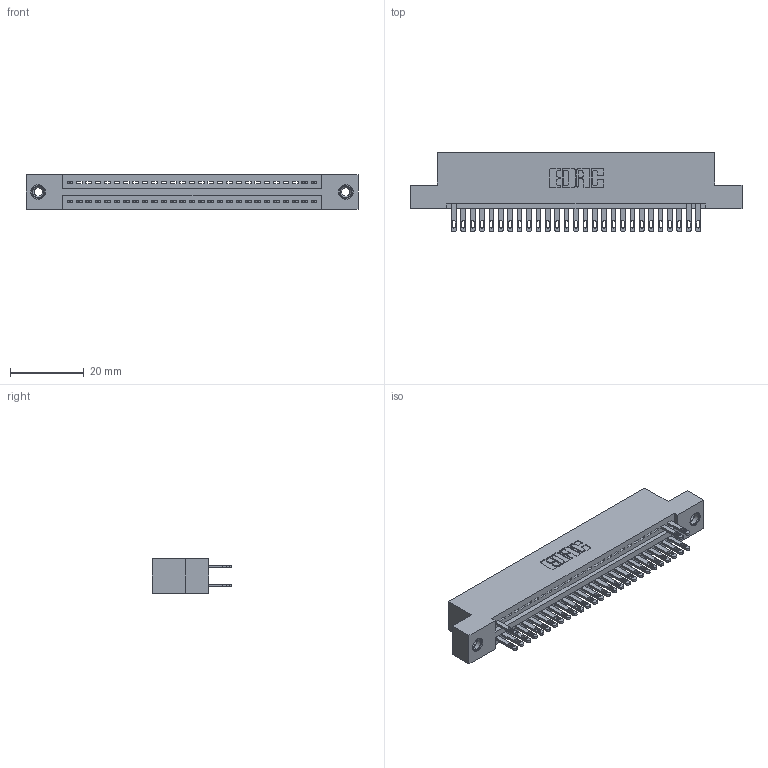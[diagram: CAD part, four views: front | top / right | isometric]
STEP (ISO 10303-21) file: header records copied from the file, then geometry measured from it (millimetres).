
FILE_DESCRIPTION (( 'STEP AP203' ), '1' );
FILE_NAME ('345-054-500-208.STEP', '2018-09-23T19:43:52', ( '' ), ( '' ), 'SwSTEP 2.0', 'SolidWorks 2016', '' );
FILE_SCHEMA (( 'CONFIG_CONTROL_DESIGN' ));
Length unit declared in the file: inch
Products named in the file (4): 345 Part_Flush Mounting Lugs - 0.156 Dia-TI; 345-292-001_345-293-100; 345-250-001_345-250-003-102; 345-054-500-208
Assembly tree (33 placements, depth 2):
  345-054-500-208
    345 Part_Flush Mounting Lugs - 0.156 Dia-TI
    345-292-001_345-293-100  x30
    345-250-001_345-250-003-102  x2
Bounding box: 89.79 x 21.51 x 9.4 mm (x, y, z)
Volume: 8451.8 mm3; surface area: 11296.7 mm2
Topology: 33 solids, 33 shells, 1758 faces, 5355 edges, 3562 vertices
Faces by surface type: plane 1090, cylinder 652, cone 12, torus 4
Entity records: 23552 total; most frequent: CARTESIAN_POINT 4047, ORIENTED_EDGE 3998, DIRECTION 3589, EDGE_CURVE 1999, LINE 1735, VECTOR 1735, VERTEX_POINT 1328, AXIS2_PLACEMENT_3D 927
